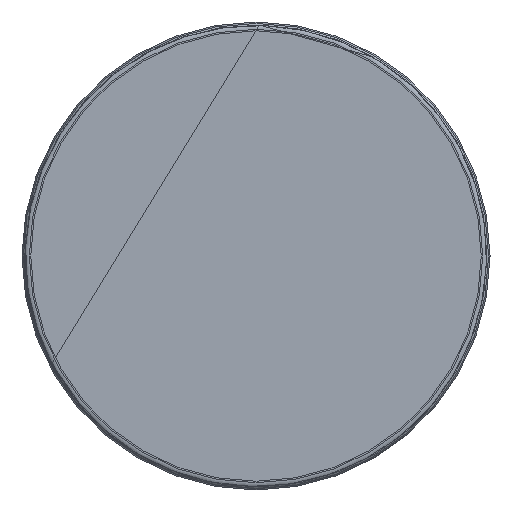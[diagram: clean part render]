
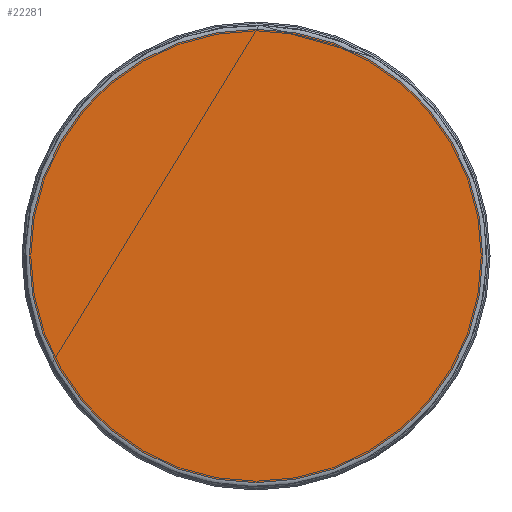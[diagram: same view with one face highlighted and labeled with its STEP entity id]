
A CAD part, front view. The second image highlights one B-rep face of the part: STEP entity #22281.
In plain terms, the highlighted face is planar.
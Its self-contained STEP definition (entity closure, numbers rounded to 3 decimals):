
#22250=CARTESIAN_POINT('',(310.,152.,0.0));
#22251=VERTEX_POINT('',#22250);
#22252=CARTESIAN_POINT('',(0.,152.,0.0));
#22253=DIRECTION('',(0.0,-1.0,0.0));
#22254=DIRECTION('',(-1.0,0.0,0.0));
#22255=AXIS2_PLACEMENT_3D('',#22252,#22253,#22254);
#22256=CIRCLE('',#22255,310.);
#22257=EDGE_CURVE('',#22251,#22251,#22256,.T.);
#22273=CARTESIAN_POINT('',(160.,152.,0.0));
#22274=DIRECTION('',(0.0,1.0,0.0));
#22275=DIRECTION('',(0.0,0.0,1.0));
#22276=AXIS2_PLACEMENT_3D('',#22273,#22274,#22275);
#22277=PLANE('',#22276);
#22278=ORIENTED_EDGE('',*,*,#22257,.F.);
#22279=EDGE_LOOP('',(#22278));
#22280=FACE_OUTER_BOUND('',#22279,.T.);
#22281=ADVANCED_FACE('',(#22280),#22277,.T.);
